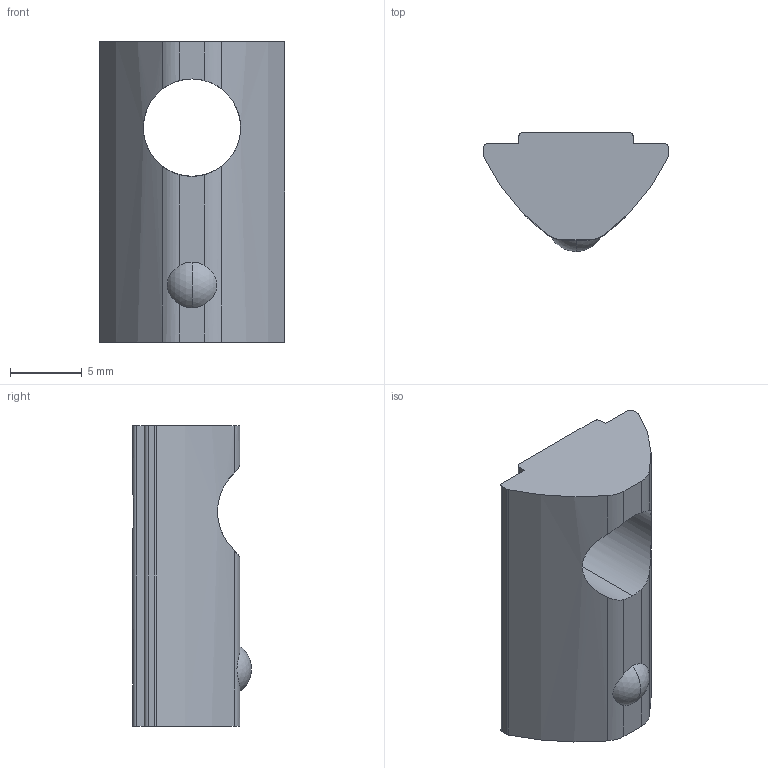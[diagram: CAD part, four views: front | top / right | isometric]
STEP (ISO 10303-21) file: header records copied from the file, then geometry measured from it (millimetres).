
FILE_DESCRIPTION (( 'STEP AP203' ), '1' );
FILE_NAME ('ALF-SNM8-13_8.step', '2024-08-09T12:46:53', ( '' ), ( '' ), 'SwSTEP 2.0', 'SolidWorks 2022', '' );
FILE_SCHEMA (( 'CONFIG_CONTROL_DESIGN' ));
Length unit declared in the file: millimetre
Products named in the file (1): ALF-SNM8-13_8
Bounding box: 13 x 8.3 x 21 mm (x, y, z)
Volume: 1188 mm3; surface area: 920.2 mm2
Topology: 1 solids, 1 shells, 31 faces, 92 edges, 61 vertices
Faces by surface type: cylinder 14, plane 13, sphere 2, cone 2
Entity records: 1237 total; most frequent: CARTESIAN_POINT 307, ORIENTED_EDGE 184, DIRECTION 182, EDGE_CURVE 92, AXIS2_PLACEMENT_3D 68, VERTEX_POINT 61, LINE 46, VECTOR 46
